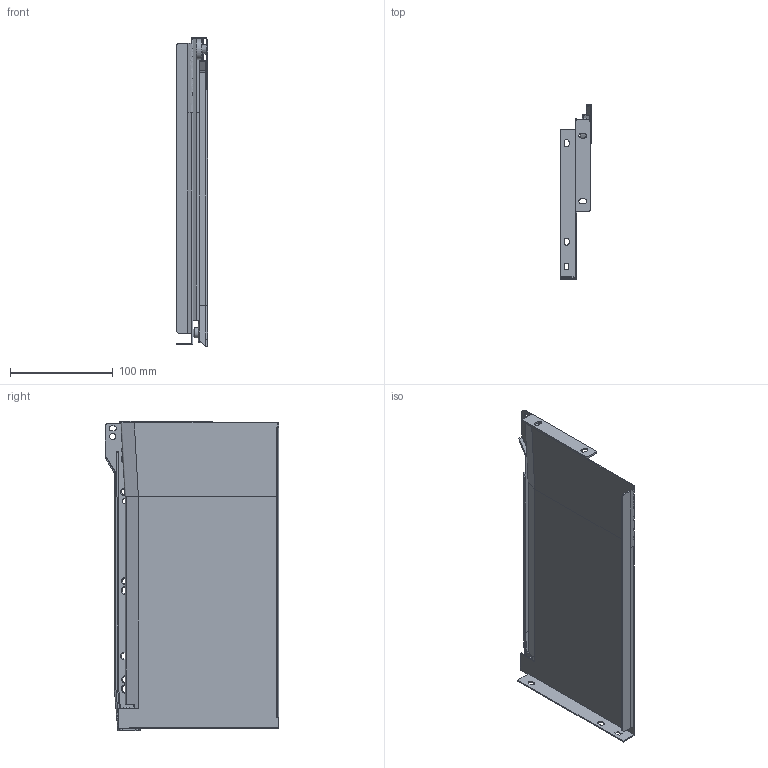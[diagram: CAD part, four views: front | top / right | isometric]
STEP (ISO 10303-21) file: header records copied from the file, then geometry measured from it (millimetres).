
FILE_DESCRIPTION (( 'STEP AP214' ), '1' );
FILE_NAME ('F000760,F000780-RIGHT-CLOSED_3D.step', '2022-11-21T18:04:37', ( '' ), ( '' ), 'SwSTEP 2.0', 'SolidWorks 2020', '' );
FILE_SCHEMA (( 'AUTOMOTIVE_DESIGN' ));
Length unit declared in the file: millimetre
Products named in the file (3): Koleèkový výsuv-pravý-venkovní èást-300mm; MetalBox-SIDE-Right-H150-300; F000760,F000780-RIGHT-CLOSED_3D
Assembly tree (2 placements, depth 2):
  F000760,F000780-RIGHT-CLOSED_3D
    Koleèkový výsuv-pravý-venkovní èást-300mm
    MetalBox-SIDE-Right-H150-300
Bounding box: 30.39 x 169.5 x 302 mm (x, y, z)
Volume: 75648 mm3; surface area: 136808.3 mm2
Topology: 2 solids, 2 shells, 277 faces, 726 edges, 457 vertices
Faces by surface type: plane 101, cylinder 86, bspline 48, torus 22, cone 20
Entity records: 9808 total; most frequent: CARTESIAN_POINT 2899, ORIENTED_EDGE 1444, DIRECTION 1411, EDGE_CURVE 722, AXIS2_PLACEMENT_3D 505, VERTEX_POINT 457, LINE 401, VECTOR 401
